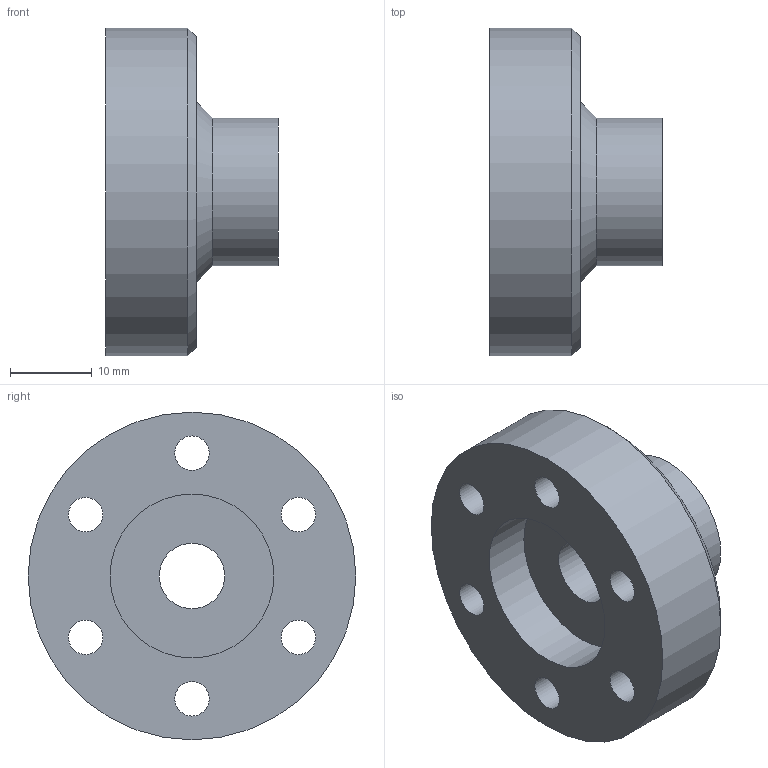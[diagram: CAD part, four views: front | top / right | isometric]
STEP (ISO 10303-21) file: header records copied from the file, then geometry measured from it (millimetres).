
FILE_DESCRIPTION(/* description */ (''),/* implementation_level */ '2;1');
FILE_NAME(/* name */ '',/* time_stamp */ '2025-08-29T00:42:13+08:00',/* author */ ('Piw'),/* organization */ (''),/* preprocessor_version */ 'ST-DEVELOPER v20',/* originating_system */ 'Autodesk Inventor 2025',/* authorisation */ '');
FILE_SCHEMA (('AUTOMOTIVE_DESIGN { 1 0 10303 214 3 1 1 }'));
Length unit declared in the file: millimetre
Products named in the file (1): 链轮摇臂座
Bounding box: 21 x 40 x 40 mm (x, y, z)
Volume: 12135.2 mm3; surface area: 5947 mm2
Topology: 1 solids, 1 shells, 28 faces, 53 edges, 35 vertices
Faces by surface type: cylinder 16, plane 10, cone 2
Full cylindrical faces by diameter (mm): 4.2 x6, 7 x6, 8 x1, 18 x1, 20 x1, 40 x1
Entity records: 795 total; most frequent: DIRECTION 146, CARTESIAN_POINT 117, ORIENTED_EDGE 106, AXIS2_PLACEMENT_3D 64, EDGE_CURVE 53, EDGE_LOOP 50, CIRCLE 35, VERTEX_POINT 35
